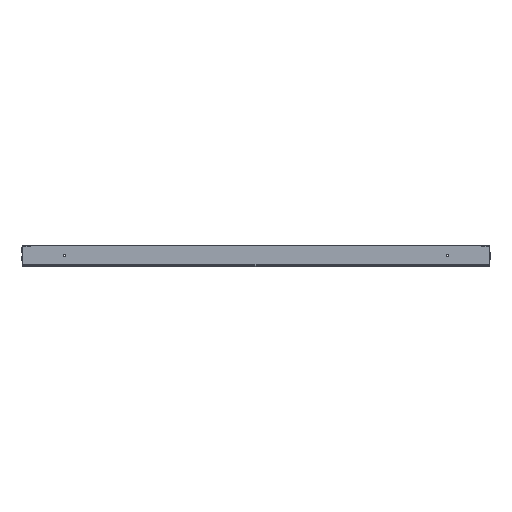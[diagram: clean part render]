
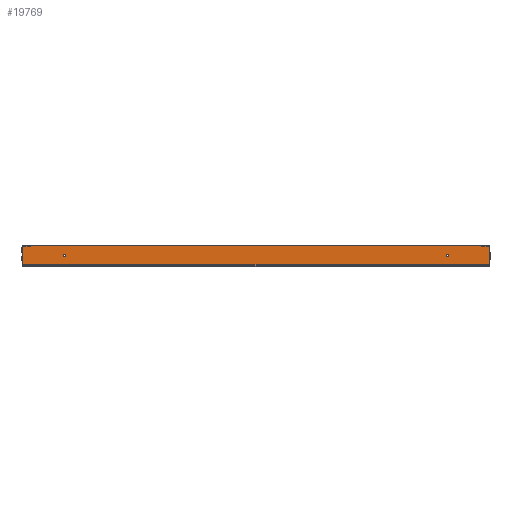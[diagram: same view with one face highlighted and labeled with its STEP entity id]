
A CAD part, front view. The second image highlights one B-rep face of the part: STEP entity #19769.
In plain terms, the highlighted planar face has unit normal (0, -1, 0).
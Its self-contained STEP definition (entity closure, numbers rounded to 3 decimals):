
#787 = DIRECTION ( 'NONE',  ( 0., 1., 0. ) ) ;
#1679 = CARTESIAN_POINT ( 'NONE',  ( 547.929, -900., 47. ) ) ;
#4454 = CARTESIAN_POINT ( 'NONE',  ( 0., -900., 48. ) ) ;
#5018 = EDGE_CURVE ( 'NONE', #15959, #30666, #70111, .T. ) ;
#5707 = VERTEX_POINT ( 'NONE', #10047 ) ;
#7174 = EDGE_LOOP ( 'NONE', ( #62395, #10131 ) ) ;
#7396 = ORIENTED_EDGE ( 'NONE', *, *, #74961, .T. ) ;
#9429 = CARTESIAN_POINT ( 'NONE',  ( -546.929, -900., 48. ) ) ;
#9511 = AXIS2_PLACEMENT_3D ( 'NONE', #57103, #80461, #66161 ) ;
#10047 = CARTESIAN_POINT ( 'NONE',  ( 547.929, -900., 2. ) ) ;
#10061 = EDGE_LOOP ( 'NONE', ( #38032, #21118 ) ) ;
#10131 = ORIENTED_EDGE ( 'NONE', *, *, #33841, .T. ) ;
#10891 = DIRECTION ( 'NONE',  ( 0., 1., 0. ) ) ;
#10952 = EDGE_CURVE ( 'NONE', #15442, #30292, #36366, .T. ) ;
#12424 = VECTOR ( 'NONE', #78669, 1000. ) ;
#14771 = DIRECTION ( 'NONE',  ( 0., 1., 0. ) ) ;
#14816 = DIRECTION ( 'NONE',  ( -1., 0., 0. ) ) ;
#15442 = VERTEX_POINT ( 'NONE', #15883 ) ;
#15883 = CARTESIAN_POINT ( 'NONE',  ( 450., -900., 21. ) ) ;
#15959 = VERTEX_POINT ( 'NONE', #57579 ) ;
#16205 = DIRECTION ( 'NONE',  ( 0., 1., 0. ) ) ;
#16649 = ORIENTED_EDGE ( 'NONE', *, *, #40741, .T. ) ;
#16945 = DIRECTION ( 'NONE',  ( 0., 0., 1. ) ) ;
#17723 = ORIENTED_EDGE ( 'NONE', *, *, #5018, .F. ) ;
#19769 = ADVANCED_FACE ( 'NONE', ( #57742, #58214, #21934 ), #87327, .F. ) ;
#21118 = ORIENTED_EDGE ( 'NONE', *, *, #10952, .T. ) ;
#21934 = FACE_OUTER_BOUND ( 'NONE', #81314, .T. ) ;
#22746 = CARTESIAN_POINT ( 'NONE',  ( -450., -900., 21. ) ) ;
#23872 = VERTEX_POINT ( 'NONE', #22746 ) ;
#25437 = LINE ( 'NONE', #4454, #63651 ) ;
#26451 = CIRCLE ( 'NONE', #67626, 3. ) ;
#27281 = CARTESIAN_POINT ( 'NONE',  ( -546.929, -900., 47. ) ) ;
#27371 = DIRECTION ( 'NONE',  ( 0., 0., 1. ) ) ;
#29852 = CARTESIAN_POINT ( 'NONE',  ( 450., -900., 27. ) ) ;
#30263 = EDGE_CURVE ( 'NONE', #82397, #23872, #79590, .T. ) ;
#30292 = VERTEX_POINT ( 'NONE', #29852 ) ;
#30666 = VERTEX_POINT ( 'NONE', #87967 ) ;
#33841 = EDGE_CURVE ( 'NONE', #23872, #82397, #81241, .T. ) ;
#35539 = AXIS2_PLACEMENT_3D ( 'NONE', #87828, #16205, #37248 ) ;
#36366 = CIRCLE ( 'NONE', #45501, 3. ) ;
#36918 = CARTESIAN_POINT ( 'NONE',  ( 546.929, -900., 48. ) ) ;
#37248 = DIRECTION ( 'NONE',  ( 0., 0., 1. ) ) ;
#38032 = ORIENTED_EDGE ( 'NONE', *, *, #49271, .T. ) ;
#40247 = DIRECTION ( 'NONE',  ( -1., 0., 0. ) ) ;
#40741 = EDGE_CURVE ( 'NONE', #61877, #91142, #44602, .T. ) ;
#42314 = CARTESIAN_POINT ( 'NONE',  ( 450., -900., 24. ) ) ;
#44602 = CIRCLE ( 'NONE', #9511, 1. ) ;
#45501 = AXIS2_PLACEMENT_3D ( 'NONE', #76272, #10891, #67229 ) ;
#46694 = ORIENTED_EDGE ( 'NONE', *, *, #79369, .F. ) ;
#46852 = VECTOR ( 'NONE', #27371, 1000. ) ;
#49271 = EDGE_CURVE ( 'NONE', #30292, #15442, #26451, .T. ) ;
#49703 = DIRECTION ( 'NONE',  ( 0., 0., 1. ) ) ;
#50025 = CARTESIAN_POINT ( 'NONE',  ( -547.929, -900., 0. ) ) ;
#51097 = CARTESIAN_POINT ( 'NONE',  ( -550., -900., 2. ) ) ;
#51328 = CARTESIAN_POINT ( 'NONE',  ( -450., -900., 24. ) ) ;
#57103 = CARTESIAN_POINT ( 'NONE',  ( 546.929, -900., 47. ) ) ;
#57579 = CARTESIAN_POINT ( 'NONE',  ( -547.929, -900., 2. ) ) ;
#57742 = FACE_BOUND ( 'NONE', #7174, .T. ) ;
#58214 = FACE_BOUND ( 'NONE', #10061, .T. ) ;
#59853 = AXIS2_PLACEMENT_3D ( 'NONE', #51328, #68033, #16945 ) ;
#61877 = VERTEX_POINT ( 'NONE', #1679 ) ;
#62395 = ORIENTED_EDGE ( 'NONE', *, *, #30263, .T. ) ;
#62700 = CARTESIAN_POINT ( 'NONE',  ( -450., -900., 27. ) ) ;
#63062 = EDGE_CURVE ( 'NONE', #72663, #30666, #71085, .T. ) ;
#63651 = VECTOR ( 'NONE', #40247, 1000. ) ;
#64968 = LINE ( 'NONE', #51097, #72872 ) ;
#66161 = DIRECTION ( 'NONE',  ( 0., 0., 1. ) ) ;
#67229 = DIRECTION ( 'NONE',  ( 0., 0., 1. ) ) ;
#67626 = AXIS2_PLACEMENT_3D ( 'NONE', #42314, #787, #86213 ) ;
#68033 = DIRECTION ( 'NONE',  ( 0., 1., 0. ) ) ;
#70111 = LINE ( 'NONE', #50025, #12424 ) ;
#70332 = LINE ( 'NONE', #92750, #46852 ) ;
#71085 = CIRCLE ( 'NONE', #78637, 1. ) ;
#72663 = VERTEX_POINT ( 'NONE', #9429 ) ;
#72872 = VECTOR ( 'NONE', #14816, 1000. ) ;
#72981 = CARTESIAN_POINT ( 'NONE',  ( 0., -900., 0. ) ) ;
#74961 = EDGE_CURVE ( 'NONE', #91142, #72663, #25437, .T. ) ;
#75625 = EDGE_CURVE ( 'NONE', #5707, #61877, #70332, .T. ) ;
#76272 = CARTESIAN_POINT ( 'NONE',  ( 450., -900., 24. ) ) ;
#76577 = ORIENTED_EDGE ( 'NONE', *, *, #75625, .T. ) ;
#77253 = ORIENTED_EDGE ( 'NONE', *, *, #63062, .T. ) ;
#77871 = DIRECTION ( 'NONE',  ( 0., -1., 0. ) ) ;
#78637 = AXIS2_PLACEMENT_3D ( 'NONE', #27281, #77871, #49703 ) ;
#78669 = DIRECTION ( 'NONE',  ( 0., 0., 1. ) ) ;
#79369 = EDGE_CURVE ( 'NONE', #5707, #15959, #64968, .T. ) ;
#79590 = CIRCLE ( 'NONE', #59853, 3. ) ;
#80461 = DIRECTION ( 'NONE',  ( 0., -1., 0. ) ) ;
#80691 = AXIS2_PLACEMENT_3D ( 'NONE', #72981, #14771, #81101 ) ;
#81101 = DIRECTION ( 'NONE',  ( 0., 0., 1. ) ) ;
#81241 = CIRCLE ( 'NONE', #35539, 3. ) ;
#81314 = EDGE_LOOP ( 'NONE', ( #7396, #77253, #17723, #46694, #76577, #16649 ) ) ;
#82397 = VERTEX_POINT ( 'NONE', #62700 ) ;
#86213 = DIRECTION ( 'NONE',  ( 0., 0., 1. ) ) ;
#87327 = PLANE ( 'NONE',  #80691 ) ;
#87828 = CARTESIAN_POINT ( 'NONE',  ( -450., -900., 24. ) ) ;
#87967 = CARTESIAN_POINT ( 'NONE',  ( -547.929, -900., 47. ) ) ;
#91142 = VERTEX_POINT ( 'NONE', #36918 ) ;
#92750 = CARTESIAN_POINT ( 'NONE',  ( 547.929, -900., 0. ) ) ;
